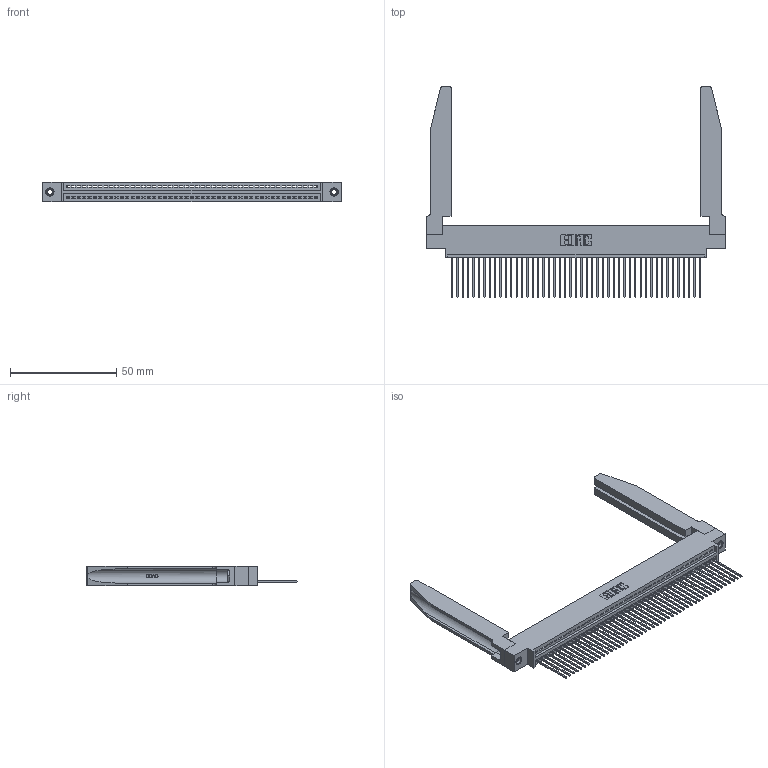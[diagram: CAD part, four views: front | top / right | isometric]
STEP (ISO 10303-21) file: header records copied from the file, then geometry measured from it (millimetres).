
FILE_DESCRIPTION (( 'STEP AP203' ), '1' );
FILE_NAME ('395-047-541-678.STEP', '2019-10-22T23:57:17', ( '' ), ( '' ), 'SwSTEP 2.0', 'SolidWorks 2016', '' );
FILE_SCHEMA (( 'CONFIG_CONTROL_DESIGN' ));
Length unit declared in the file: inch
Products named in the file (5): 395-047-541-678; 345 Part_0.170 Offset - 0.156 Dia-TH; 345-220-078_345-220-078; 345-250-001_345-250-001-102; 345-292-001_345-293-141
Assembly tree (52 placements, depth 2):
  395-047-541-678
    345 Part_0.170 Offset - 0.156 Dia-TH
    345-292-001_345-293-141  x47
    345-250-001_345-250-001-102  x2
    345-220-078_345-220-078  x2
Bounding box: 140.61 x 99.24 x 9.4 mm (x, y, z)
Volume: 21208.9 mm3; surface area: 25811 mm2
Topology: 52 solids, 52 shells, 3090 faces, 9233 edges, 6082 vertices
Faces by surface type: plane 2106, cylinder 932, bspline 36, cone 12, torus 4
Entity records: 39590 total; most frequent: CARTESIAN_POINT 7756, ORIENTED_EDGE 6634, DIRECTION 5773, EDGE_CURVE 3317, LINE 2903, VECTOR 2903, VERTEX_POINT 2204, AXIS2_PLACEMENT_3D 1435
